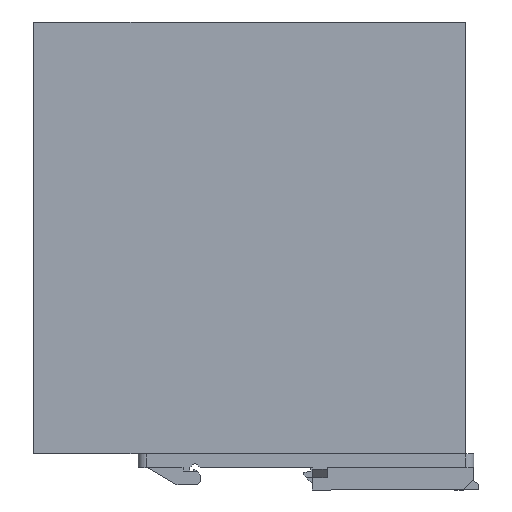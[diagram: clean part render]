
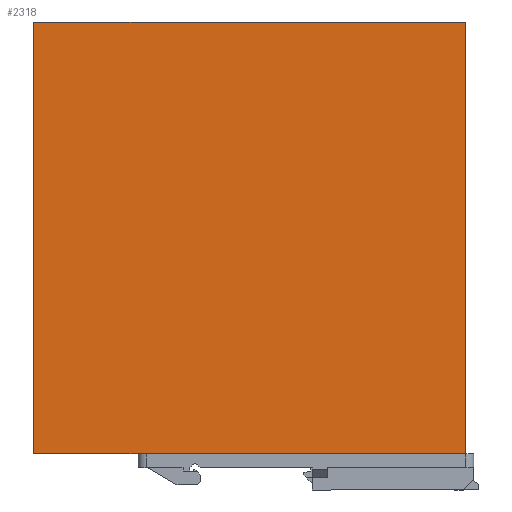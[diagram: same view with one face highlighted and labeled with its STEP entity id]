
A CAD part, left-side view. The second image highlights one B-rep face of the part: STEP entity #2318.
In plain terms, the highlighted planar face has unit normal (-1, 0, 0).
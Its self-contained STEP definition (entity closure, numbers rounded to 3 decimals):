
#2291=AXIS2_PLACEMENT_3D('Plane Axis2P3D',#2288,#2289,#2290) ;
#200=CARTESIAN_POINT('Line Origine',(0.,3.7,73.)) ;
#204=CARTESIAN_POINT('Vertex',(0.,3.7,135.5)) ;
#206=CARTESIAN_POINT('Vertex',(0.,3.7,10.5)) ;
#2288=CARTESIAN_POINT('Axis2P3D Location',(0.,36.2,128.4)) ;
#2293=CARTESIAN_POINT('Line Origine',(0.,128.7,73.)) ;
#2297=CARTESIAN_POINT('Vertex',(0.,128.7,10.5)) ;
#2299=CARTESIAN_POINT('Vertex',(0.,128.7,135.5)) ;
#2302=CARTESIAN_POINT('Line Origine',(0.,66.2,10.5)) ;
#2307=CARTESIAN_POINT('Line Origine',(0.,66.2,135.5)) ;
#201=DIRECTION('Vector Direction',(0.,0.,1.)) ;
#2289=DIRECTION('Axis2P3D Direction',(-1.,0.,0.)) ;
#2290=DIRECTION('Axis2P3D XDirection',(0.,0.,1.)) ;
#2294=DIRECTION('Vector Direction',(0.,0.,1.)) ;
#2303=DIRECTION('Vector Direction',(0.,1.,0.)) ;
#2308=DIRECTION('Vector Direction',(0.,-1.,0.)) ;
#202=VECTOR('Line Direction',#201,1.) ;
#2295=VECTOR('Line Direction',#2294,1.) ;
#2304=VECTOR('Line Direction',#2303,1.) ;
#2309=VECTOR('Line Direction',#2308,1.) ;
#2313=ORIENTED_EDGE('',*,*,#2301,.F.) ;
#2314=ORIENTED_EDGE('',*,*,#2306,.F.) ;
#2315=ORIENTED_EDGE('',*,*,#208,.F.) ;
#2316=ORIENTED_EDGE('',*,*,#2311,.F.) ;
#2318=ADVANCED_FACE('STROMVERSORGUNG',(#2317),#2292,.T.) ;
#208=EDGE_CURVE('',#205,#207,#203,.F.) ;
#2301=EDGE_CURVE('',#2298,#2300,#2296,.T.) ;
#2306=EDGE_CURVE('',#207,#2298,#2305,.T.) ;
#2311=EDGE_CURVE('',#2300,#205,#2310,.T.) ;
#2312=EDGE_LOOP('',(#2313,#2314,#2315,#2316)) ;
#2317=FACE_OUTER_BOUND('',#2312,.T.) ;
#203=LINE('Line',#200,#202) ;
#2296=LINE('Line',#2293,#2295) ;
#2305=LINE('Line',#2302,#2304) ;
#2310=LINE('Line',#2307,#2309) ;
#2292=PLANE('',#2291) ;
#205=VERTEX_POINT('',#204) ;
#207=VERTEX_POINT('',#206) ;
#2298=VERTEX_POINT('',#2297) ;
#2300=VERTEX_POINT('',#2299) ;
